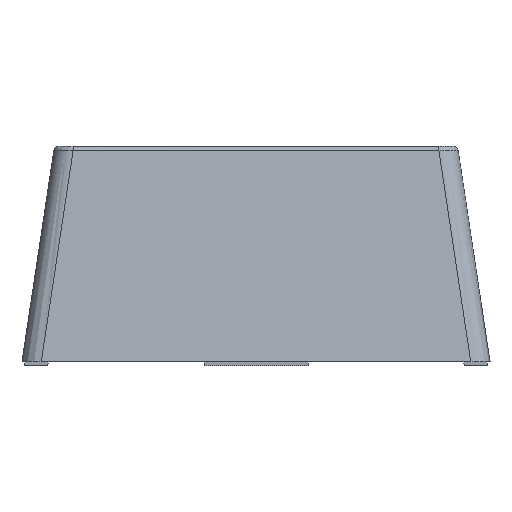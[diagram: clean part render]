
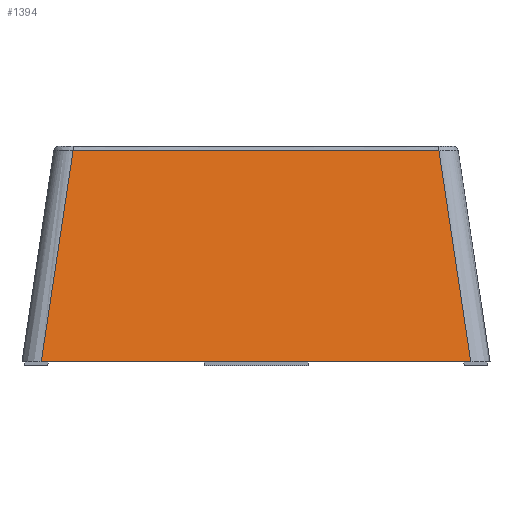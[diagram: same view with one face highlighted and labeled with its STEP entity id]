
A CAD part, front view. The second image highlights one B-rep face of the part: STEP entity #1394.
In plain terms, the highlighted free-form (B-spline) face has degree [1, 1] with [2, 2] control points.
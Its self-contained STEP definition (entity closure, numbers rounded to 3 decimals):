
#523 = VERTEX_POINT('',#524);
#524 = CARTESIAN_POINT('',(7.034,-7.776,
    -0.17));
#748 = EDGE_CURVE('',#523,#749,#751,.T.);
#749 = VERTEX_POINT('',#750);
#750 = CARTESIAN_POINT('',(-7.034,-7.776,
    -0.17));
#751 = ( BOUNDED_CURVE() B_SPLINE_CURVE(9,(#752,#753,#754,#755,#756,#757
    ,#758,#759,#760,#761,#762,#763,#764,#765,#766,#767,#768,#769,#770,
    #771,#772,#773,#774,#775,#776,#777),.UNSPECIFIED.,.F.,.F.) 
B_SPLINE_CURVE_WITH_KNOTS((10,8,8,10),(15.159,15.183,
29.296,29.321),.UNSPECIFIED.) CURVE() 
GEOMETRIC_REPRESENTATION_ITEM() RATIONAL_B_SPLINE_CURVE((1.,1.,1.,1.,1.,
    1.,1.,1.,1.,1.,1.,1.,1.,1.,1.,1.,1.,1.,1.,1.,1.,1.,1.,1.,1.,1.)) 
REPRESENTATION_ITEM('') );
#752 = CARTESIAN_POINT('',(7.034,-7.776,
    -0.17));
#753 = CARTESIAN_POINT('',(7.031,-7.776,
    -0.17));
#754 = CARTESIAN_POINT('',(7.029,-7.776,
    -0.17));
#755 = CARTESIAN_POINT('',(7.026,-7.776,
    -0.17));
#756 = CARTESIAN_POINT('',(7.023,-7.776,
    -0.17));
#757 = CARTESIAN_POINT('',(7.021,-7.776,
    -0.17));
#758 = CARTESIAN_POINT('',(7.018,-7.776,
    -0.17));
#759 = CARTESIAN_POINT('',(7.015,-7.776,-0.17
    ));
#760 = CARTESIAN_POINT('',(7.013,-7.776,
    -0.17));
#761 = CARTESIAN_POINT('',(5.429,-7.776,
    -0.17));
#762 = CARTESIAN_POINT('',(3.881,-7.776,-0.17)
  );
#763 = CARTESIAN_POINT('',(2.327,-7.776,
    -0.17));
#764 = CARTESIAN_POINT('',(0.779,-7.776,-0.17
    ));
#765 = CARTESIAN_POINT('',(-0.779,-7.776,
    -0.17));
#766 = CARTESIAN_POINT('',(-2.327,-7.776,
    -0.17));
#767 = CARTESIAN_POINT('',(-3.881,-7.776,
    -0.17));
#768 = CARTESIAN_POINT('',(-5.429,-7.776,
    -0.17));
#769 = CARTESIAN_POINT('',(-7.012,-7.776,
    -0.17));
#770 = CARTESIAN_POINT('',(-7.015,-7.776,
    -0.17));
#771 = CARTESIAN_POINT('',(-7.017,-7.776,
    -0.17));
#772 = CARTESIAN_POINT('',(-7.02,-7.776,
    -0.17));
#773 = CARTESIAN_POINT('',(-7.023,-7.776,
    -0.17));
#774 = CARTESIAN_POINT('',(-7.026,-7.776,
    -0.17));
#775 = CARTESIAN_POINT('',(-7.028,-7.776,
    -0.17));
#776 = CARTESIAN_POINT('',(-7.031,-7.776,
    -0.17));
#777 = CARTESIAN_POINT('',(-7.034,-7.776,
    -0.17));
#1303 = EDGE_CURVE('',#523,#1304,#1306,.T.);
#1304 = VERTEX_POINT('',#1305);
#1305 = CARTESIAN_POINT('',(8.258,-9.,-8.3));
#1306 = B_SPLINE_CURVE_WITH_KNOTS('',3,(#1307,#1308,#1309,#1310,#1311,
    #1312,#1313,#1314),.UNSPECIFIED.,.F.,.F.,(4,2,2,4),(-0.629,
    -0.109,8.377,8.896),.UNSPECIFIED.);
#1307 = CARTESIAN_POINT('',(6.932,-7.674,0.508));
#1308 = CARTESIAN_POINT('',(6.957,-7.699,0.339));
#1309 = CARTESIAN_POINT('',(6.983,-7.725,0.169));
#1310 = CARTESIAN_POINT('',(7.425,-8.167,
    -2.767));
#1311 = CARTESIAN_POINT('',(7.842,-8.583,
    -5.533));
#1312 = CARTESIAN_POINT('',(8.284,-9.026,-8.469));
#1313 = CARTESIAN_POINT('',(8.309,-9.051,-8.639));
#1314 = CARTESIAN_POINT('',(8.335,-9.077,-8.808));
#1394 = ADVANCED_FACE('',(#1395),#1418,.T.);
#1395 = FACE_BOUND('',#1396,.T.);
#1396 = EDGE_LOOP('',(#1397,#1398,#1399,#1412));
#1397 = ORIENTED_EDGE('',*,*,#1303,.F.);
#1398 = ORIENTED_EDGE('',*,*,#748,.T.);
#1399 = ORIENTED_EDGE('',*,*,#1400,.T.);
#1400 = EDGE_CURVE('',#749,#1401,#1403,.T.);
#1401 = VERTEX_POINT('',#1402);
#1402 = CARTESIAN_POINT('',(-8.258,-9.,-8.3));
#1403 = B_SPLINE_CURVE_WITH_KNOTS('',3,(#1404,#1405,#1406,#1407,#1408,
    #1409,#1410,#1411),.UNSPECIFIED.,.F.,.F.,(4,2,2,4),(-0.629,
    -0.109,8.377,8.896),.UNSPECIFIED.);
#1404 = CARTESIAN_POINT('',(-6.932,-7.674,0.508));
#1405 = CARTESIAN_POINT('',(-6.957,-7.699,0.339));
#1406 = CARTESIAN_POINT('',(-6.983,-7.725,0.169));
#1407 = CARTESIAN_POINT('',(-7.425,-8.167,
    -2.767));
#1408 = CARTESIAN_POINT('',(-7.842,-8.583,
    -5.533));
#1409 = CARTESIAN_POINT('',(-8.284,-9.026,-8.469));
#1410 = CARTESIAN_POINT('',(-8.309,-9.051,-8.639));
#1411 = CARTESIAN_POINT('',(-8.335,-9.077,-8.808));
#1412 = ORIENTED_EDGE('',*,*,#1413,.F.);
#1413 = EDGE_CURVE('',#1304,#1401,#1414,.T.);
#1414 = LINE('',#1415,#1416);
#1415 = CARTESIAN_POINT('',(9.,-9.,-8.3));
#1416 = VECTOR('',#1417,1.);
#1417 = DIRECTION('',(-1.,0.,0.));
#1418 = B_SPLINE_SURFACE_WITH_KNOTS('',1,1,(
    (#1419,#1420)
    ,(#1421,#1422
    )),.UNSPECIFIED.,.F.,.F.,.F.,(2,2),(2,2),(0.,18.),(0.,1.),
  .PIECEWISE_BEZIER_KNOTS.);
#1419 = CARTESIAN_POINT('',(7.75,-7.75,0.));
#1420 = CARTESIAN_POINT('',(9.,-9.,-8.3));
#1421 = CARTESIAN_POINT('',(-7.75,-7.75,0.));
#1422 = CARTESIAN_POINT('',(-9.,-9.,-8.3));
